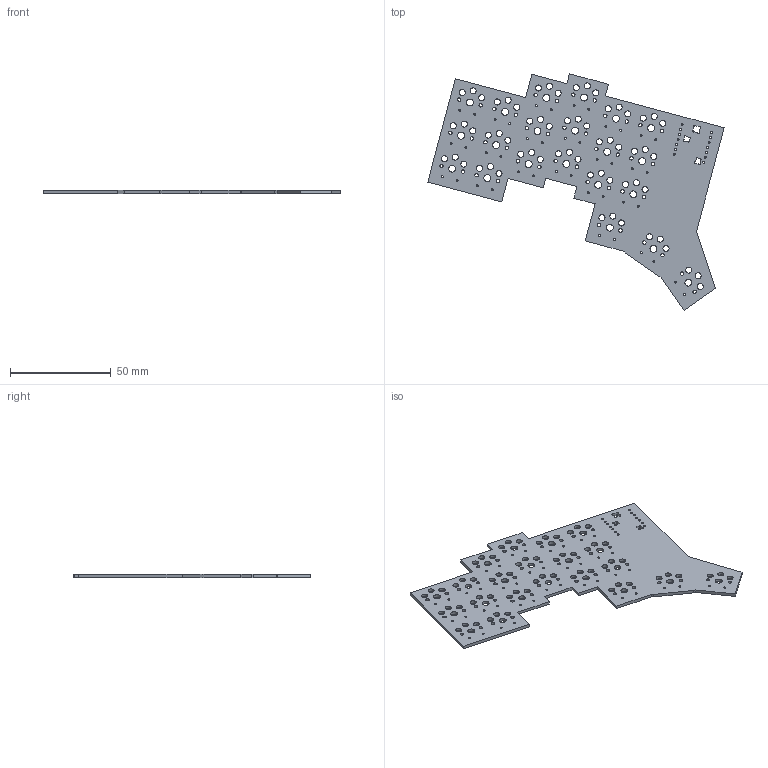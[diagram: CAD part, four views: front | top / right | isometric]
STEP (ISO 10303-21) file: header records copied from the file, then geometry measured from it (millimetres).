
FILE_DESCRIPTION(('KiCad electronic assembly'),'2;1');
FILE_NAME('left.step','2025-06-21T20:31:16',('Pcbnew'),('Kicad'), 'Open CASCADE STEP processor 7.6','KiCad to STEP converter','Unknown' );
FILE_SCHEMA(('AUTOMOTIVE_DESIGN { 1 0 10303 214 1 1 1 1 }'));
Length unit declared in the file: millimetre
Products named in the file (2): left 1; left_PCB
Assembly tree (1 placements, depth 2):
  left 1
    left_PCB
Bounding box: 146.96 x 117.15 x 1.51 mm (x, y, z)
Volume: 12009.6 mm3; surface area: 18556.7 mm2
Topology: 1 solids, 1 shells, 237 faces, 705 edges, 470 vertices
Faces by surface type: cylinder 199, plane 38
Full cylindrical faces by diameter (mm): 0.991 x42, 1 x14, 1.702 x42, 3 x63, 3.429 x21
Entity records: 8954 total; most frequent: DIRECTION 1581, CARTESIAN_POINT 1414, ORIENTED_EDGE 1410, EDGE_CURVE 705, AXIS2_PLACEMENT_3D 637, FACE_BOUND 607, EDGE_LOOP 607, VERTEX_POINT 470
